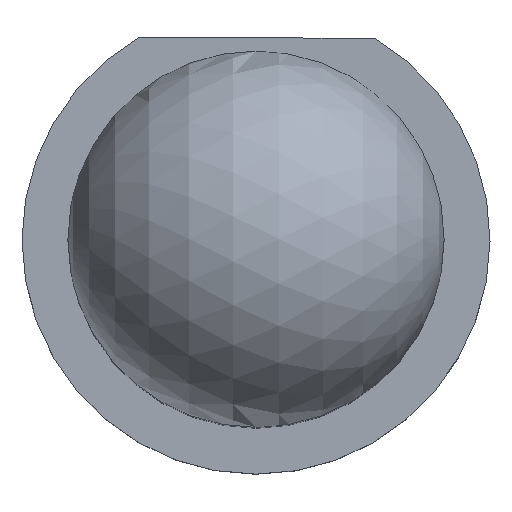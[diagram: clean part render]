
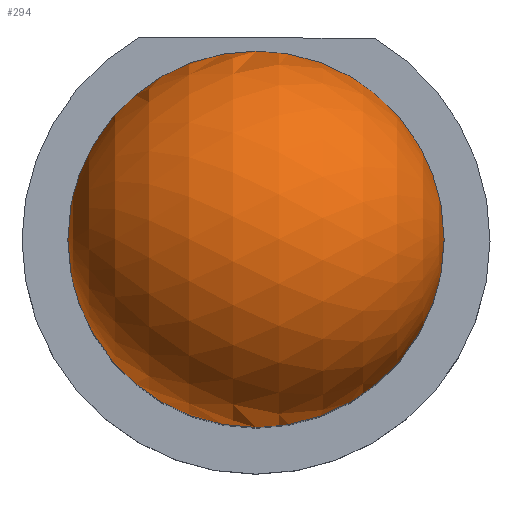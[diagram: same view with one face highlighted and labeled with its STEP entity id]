
A CAD part, top view. The second image highlights one B-rep face of the part: STEP entity #294.
In plain terms, the highlighted spherical face has radius 2.05 mm.
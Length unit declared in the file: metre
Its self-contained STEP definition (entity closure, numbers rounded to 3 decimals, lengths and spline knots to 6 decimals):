
#20=SPHERICAL_SURFACE('',#364,0.00205);
#158=ORIENTED_EDGE('',*,*,#202,.F.);
#202=EDGE_CURVE('',#228,#228,#232,.T.);
#228=VERTEX_POINT('',#524);
#232=CIRCLE('',#363,0.00205);
#250=EDGE_LOOP('',(#158));
#270=FACE_BOUND('',#250,.T.);
#294=ADVANCED_FACE('',(#270),#20,.T.);
#363=AXIS2_PLACEMENT_3D('',#523,#429,#430);
#364=AXIS2_PLACEMENT_3D('',#525,#431,#432);
#429=DIRECTION('',(0.,0.,-1.));
#430=DIRECTION('',(-1.,0.,0.));
#431=DIRECTION('',(1.,0.,0.));
#432=DIRECTION('',(0.,1.,0.));
#523=CARTESIAN_POINT('',(0.,0.,0.00655));
#524=CARTESIAN_POINT('',(-0.00205,0.,0.00655));
#525=CARTESIAN_POINT('',(0.,0.,0.00655));
